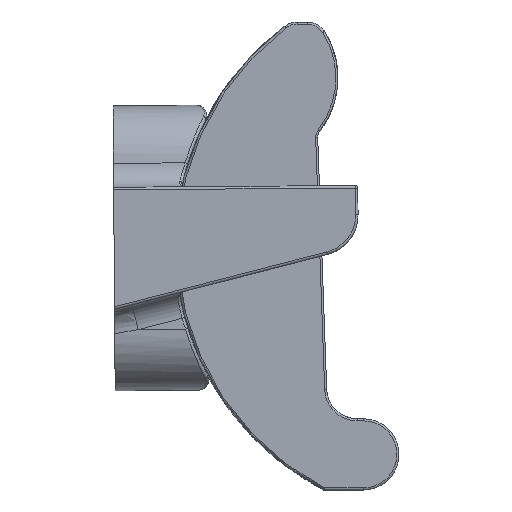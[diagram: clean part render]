
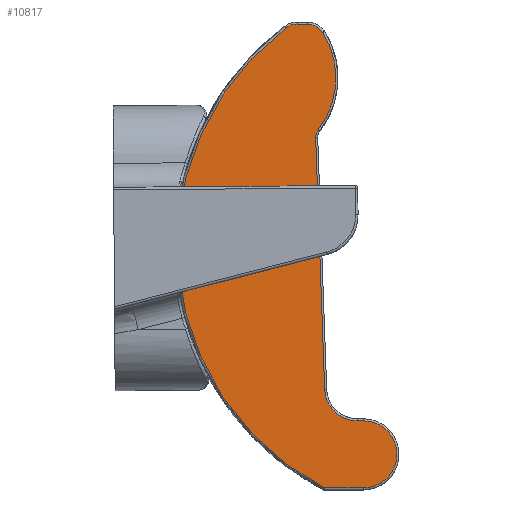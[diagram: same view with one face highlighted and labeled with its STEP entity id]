
A CAD part, left-side view. The second image highlights one B-rep face of the part: STEP entity #10817.
In plain terms, the highlighted planar face has unit normal (-1, 0, 0).
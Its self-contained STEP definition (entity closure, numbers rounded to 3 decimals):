
#10735 = ORIENTED_EDGE ( 'NONE', *, *, #10736, .T. ) ;
#10736 = EDGE_CURVE ( 'NONE', #10825, #10737, #16836, .T. ) ;
#10737 = VERTEX_POINT ( 'NONE', #16831 ) ;
#10738 = ORIENTED_EDGE ( 'NONE', *, *, #10739, .T. ) ;
#10739 = EDGE_CURVE ( 'NONE', #10737, #10740, #16830, .T. ) ;
#10740 = VERTEX_POINT ( 'NONE', #16888 ) ;
#10741 = VERTEX_POINT ( 'NONE', #16887 ) ;
#10788 = ORIENTED_EDGE ( 'NONE', *, *, #10789, .T. ) ;
#10789 = EDGE_CURVE ( 'NONE', #10815, #10816, #16960, .T. ) ;
#10790 = ORIENTED_EDGE ( 'NONE', *, *, #10791, .T. ) ;
#10791 = EDGE_CURVE ( 'NONE', #10816, #10821, #16951, .T. ) ;
#10802 = ORIENTED_EDGE ( 'NONE', *, *, #10803, .T. ) ;
#10803 = EDGE_CURVE ( 'NONE', #10740, #10741, #17008, .T. ) ;
#10804 = ORIENTED_EDGE ( 'NONE', *, *, #10805, .T. ) ;
#10805 = EDGE_CURVE ( 'NONE', #10741, #10806, #17004, .T. ) ;
#10806 = VERTEX_POINT ( 'NONE', #17000 ) ;
#10807 = ORIENTED_EDGE ( 'NONE', *, *, #10808, .T. ) ;
#10808 = EDGE_CURVE ( 'NONE', #10806, #10809, #16999, .T. ) ;
#10809 = VERTEX_POINT ( 'NONE', #16994 ) ;
#10810 = ORIENTED_EDGE ( 'NONE', *, *, #10811, .T. ) ;
#10811 = EDGE_CURVE ( 'NONE', #10809, #10812, #16993, .T. ) ;
#10812 = VERTEX_POINT ( 'NONE', #16988 ) ;
#10813 = ORIENTED_EDGE ( 'NONE', *, *, #10814, .T. ) ;
#10814 = EDGE_CURVE ( 'NONE', #10812, #10815, #16986, .T. ) ;
#10815 = VERTEX_POINT ( 'NONE', #16987 ) ;
#10816 = VERTEX_POINT ( 'NONE', #17037 ) ;
#10817 = ADVANCED_FACE ( 'NONE', ( #17036 ), #17035, .F. ) ;
#10818 = EDGE_LOOP ( 'NONE', ( #10819, #10823, #10735, #10738, #10802, #10804, #10807, #10810, #10813, #10788, #10790 ) ) ;
#10819 = ORIENTED_EDGE ( 'NONE', *, *, #10820, .T. ) ;
#10820 = EDGE_CURVE ( 'NONE', #10821, #10822, #17030, .T. ) ;
#10821 = VERTEX_POINT ( 'NONE', #17025 ) ;
#10822 = VERTEX_POINT ( 'NONE', #17024 ) ;
#10823 = ORIENTED_EDGE ( 'NONE', *, *, #10824, .T. ) ;
#10824 = EDGE_CURVE ( 'NONE', #10822, #10825, #17023, .T. ) ;
#10825 = VERTEX_POINT ( 'NONE', #17019 ) ;
#16829 = CARTESIAN_POINT ( 'NONE',  ( -11.5, -5., -17.2 ) ) ;
#16830 = LINE ( 'NONE', #16829, #16890 ) ;
#16831 = CARTESIAN_POINT ( 'NONE',  ( -11.5, 3.5, -17.2 ) ) ;
#16832 = DIRECTION ( 'NONE',  ( 0., 0., -1. ) ) ;
#16833 = DIRECTION ( 'NONE',  ( -1., 0., 0. ) ) ;
#16834 = CARTESIAN_POINT ( 'NONE',  ( -11.5, 3.5, -20.5 ) ) ;
#16835 = AXIS2_PLACEMENT_3D ( 'NONE', #16834, #16833, #16832 ) ;
#16836 = CIRCLE ( 'NONE', #16835, 3.3 ) ;
#16887 = CARTESIAN_POINT ( 'NONE',  ( -11.5, 7.303, -14.114 ) ) ;
#16888 = CARTESIAN_POINT ( 'NONE',  ( -11.5, 4.105, -17.2 ) ) ;
#16889 = DIRECTION ( 'NONE',  ( 0., 1., 0. ) ) ;
#16890 = VECTOR ( 'NONE', #16889, 1000. ) ;
#16947 = DIRECTION ( 'NONE',  ( 0., 0., -1. ) ) ;
#16948 = DIRECTION ( 'NONE',  ( -1., 0., 0. ) ) ;
#16949 = CARTESIAN_POINT ( 'NONE',  ( -11.5, 10., 20. ) ) ;
#16950 = AXIS2_PLACEMENT_3D ( 'NONE', #16949, #16948, #16947 ) ;
#16951 = CIRCLE ( 'NONE', #16950, 1.8 ) ;
#16952 = DIRECTION ( 'NONE',  ( 0., 1., 0. ) ) ;
#16953 = VECTOR ( 'NONE', #16952, 1000. ) ;
#16954 = CARTESIAN_POINT ( 'NONE',  ( -11.5, -5., 21.8 ) ) ;
#16960 = LINE ( 'NONE', #16954, #16953 ) ;
#16968 = CARTESIAN_POINT ( 'NONE',  ( -11.5, 4.105, -14. ) ) ;
#16982 = DIRECTION ( 'NONE',  ( 0., 0., -1. ) ) ;
#16983 = DIRECTION ( 'NONE',  ( -1., 0., 0. ) ) ;
#16984 = CARTESIAN_POINT ( 'NONE',  ( -11.5, 9.011, 20. ) ) ;
#16985 = AXIS2_PLACEMENT_3D ( 'NONE', #16984, #16983, #16982 ) ;
#16986 = CIRCLE ( 'NONE', #16985, 1.8 ) ;
#16987 = CARTESIAN_POINT ( 'NONE',  ( -11.5, 9.011, 21.8 ) ) ;
#16988 = CARTESIAN_POINT ( 'NONE',  ( -11.5, 7.489, 20.96 ) ) ;
#16989 = DIRECTION ( 'NONE',  ( 0., 0., -1. ) ) ;
#16990 = DIRECTION ( 'NONE',  ( -1., 0., 0. ) ) ;
#16991 = CARTESIAN_POINT ( 'NONE',  ( -11.5, 14.562, 16.5 ) ) ;
#16992 = AXIS2_PLACEMENT_3D ( 'NONE', #16991, #16990, #16989 ) ;
#16993 = CIRCLE ( 'NONE', #16992, 8.362 ) ;
#16994 = CARTESIAN_POINT ( 'NONE',  ( -11.5, 7.938, 11.396 ) ) ;
#16995 = DIRECTION ( 'NONE',  ( 0., 0., -1. ) ) ;
#16996 = DIRECTION ( 'NONE',  ( 1., 0., 0. ) ) ;
#16997 = CARTESIAN_POINT ( 'NONE',  ( -11.5, 6.987, 10.664 ) ) ;
#16998 = AXIS2_PLACEMENT_3D ( 'NONE', #16997, #16996, #16995 ) ;
#16999 = CIRCLE ( 'NONE', #16998, 1.2 ) ;
#17000 = CARTESIAN_POINT ( 'NONE',  ( -11.5, 8.187, 10.621 ) ) ;
#17001 = DIRECTION ( 'NONE',  ( 0., 0.036, 0.999 ) ) ;
#17002 = VECTOR ( 'NONE', #17001, 1000. ) ;
#17003 = CARTESIAN_POINT ( 'NONE',  ( -11.5, 7.791, -0.457 ) ) ;
#17004 = LINE ( 'NONE', #17003, #17002 ) ;
#17005 = DIRECTION ( 'NONE',  ( 0., 0., -1. ) ) ;
#17006 = DIRECTION ( 'NONE',  ( 1., 0., 0. ) ) ;
#17007 = AXIS2_PLACEMENT_3D ( 'NONE', #16968, #17006, #17005 ) ;
#17008 = CIRCLE ( 'NONE', #17007, 3.2 ) ;
#17019 = CARTESIAN_POINT ( 'NONE',  ( -11.5, 3.5, -23.8 ) ) ;
#17020 = DIRECTION ( 'NONE',  ( 0., -1., 0. ) ) ;
#17021 = VECTOR ( 'NONE', #17020, 1000. ) ;
#17022 = CARTESIAN_POINT ( 'NONE',  ( -11.5, -5., -23.8 ) ) ;
#17023 = LINE ( 'NONE', #17022, #17021 ) ;
#17024 = CARTESIAN_POINT ( 'NONE',  ( -11.5, 7.321, -23.8 ) ) ;
#17025 = CARTESIAN_POINT ( 'NONE',  ( -11.5, 11.08, 21.44 ) ) ;
#17026 = DIRECTION ( 'NONE',  ( 0., 0., -1. ) ) ;
#17027 = DIRECTION ( 'NONE',  ( -1., 0., 0. ) ) ;
#17028 = CARTESIAN_POINT ( 'NONE',  ( -11.5, -5., 0. ) ) ;
#17029 = AXIS2_PLACEMENT_3D ( 'NONE', #17028, #17027, #17026 ) ;
#17030 = CIRCLE ( 'NONE', #17029, 26.8 ) ;
#17031 = DIRECTION ( 'NONE',  ( 0., 0., -1. ) ) ;
#17032 = DIRECTION ( 'NONE',  ( 1., 0., 0. ) ) ;
#17033 = CARTESIAN_POINT ( 'NONE',  ( -11.5, -5., 0. ) ) ;
#17034 = AXIS2_PLACEMENT_3D ( 'NONE', #17033, #17032, #17031 ) ;
#17035 = PLANE ( 'NONE',  #17034 ) ;
#17036 = FACE_OUTER_BOUND ( 'NONE', #10818, .T. ) ;
#17037 = CARTESIAN_POINT ( 'NONE',  ( -11.5, 10., 21.8 ) ) ;
